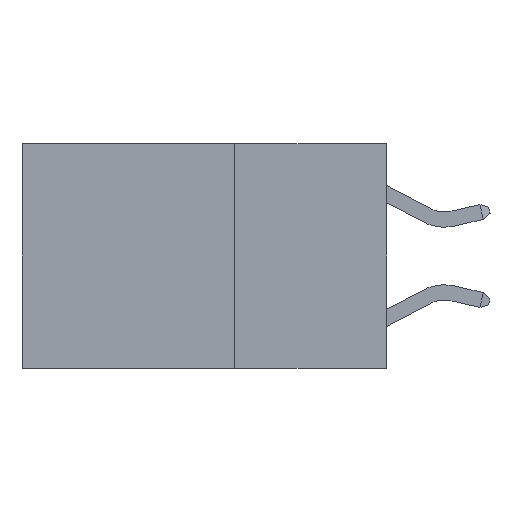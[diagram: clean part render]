
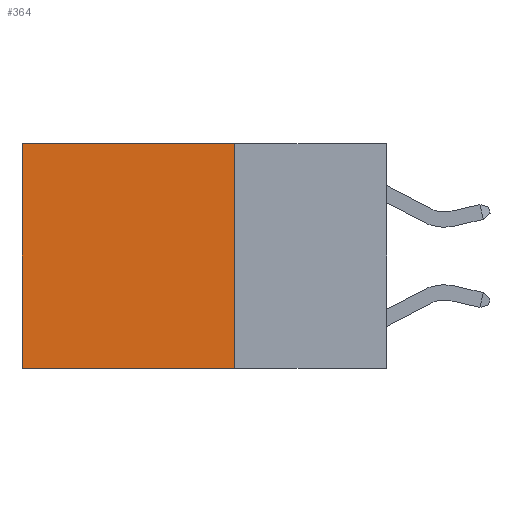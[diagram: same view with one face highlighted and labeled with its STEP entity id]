
A CAD part, left-side view. The second image highlights one B-rep face of the part: STEP entity #364.
In plain terms, the highlighted planar face has unit normal (-1, 0, 0).
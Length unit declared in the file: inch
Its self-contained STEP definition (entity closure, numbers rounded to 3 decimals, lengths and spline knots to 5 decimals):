
#364 = ADVANCED_FACE ( 'NONE', ( #2216 ), #21050, .F. ) ;
#636 = VERTEX_POINT ( 'NONE', #19427 ) ;
#2216 = FACE_OUTER_BOUND ( 'NONE', #27750, .T. ) ;
#2299 = ORIENTED_EDGE ( 'NONE', *, *, #26969, .F. ) ;
#2323 = VERTEX_POINT ( 'NONE', #8567 ) ;
#3293 = VECTOR ( 'NONE', #23514, 39.37008 ) ;
#3310 = ORIENTED_EDGE ( 'NONE', *, *, #23129, .T. ) ;
#3403 = VECTOR ( 'NONE', #28505, 39.37008 ) ;
#3840 = CARTESIAN_POINT ( 'NONE',  ( 0.2625, 0.25, -0.37 ) ) ;
#3877 = DIRECTION ( 'NONE',  ( 0., 0., -1. ) ) ;
#6298 = DIRECTION ( 'NONE',  ( 1., 0., 0. ) ) ;
#8567 = CARTESIAN_POINT ( 'NONE',  ( 0.2625, 0.25, -0.37 ) ) ;
#9204 = LINE ( 'NONE', #11397, #3403 ) ;
#9520 = ORIENTED_EDGE ( 'NONE', *, *, #12405, .F. ) ;
#10057 = EDGE_CURVE ( 'NONE', #22602, #20791, #11122, .T. ) ;
#10342 = VECTOR ( 'NONE', #3877, 39.37008 ) ;
#11122 = LINE ( 'NONE', #26069, #10342 ) ;
#11397 = CARTESIAN_POINT ( 'NONE',  ( 0.2625, 0.25, 0. ) ) ;
#12332 = ORIENTED_EDGE ( 'NONE', *, *, #10057, .T. ) ;
#12405 = EDGE_CURVE ( 'NONE', #2323, #20791, #30146, .T. ) ;
#13588 = CARTESIAN_POINT ( 'NONE',  ( 0.2625, 0.25, 0. ) ) ;
#14099 = CARTESIAN_POINT ( 'NONE',  ( 0.2625, 0.6, -0.37 ) ) ;
#16628 = VECTOR ( 'NONE', #19405, 39.37008 ) ;
#16909 = CARTESIAN_POINT ( 'NONE',  ( 0.2625, 0.25, 0. ) ) ;
#19405 = DIRECTION ( 'NONE',  ( 0., 1., 0. ) ) ;
#19427 = CARTESIAN_POINT ( 'NONE',  ( 0.2625, 0.25, 0. ) ) ;
#20791 = VERTEX_POINT ( 'NONE', #14099 ) ;
#21050 = PLANE ( 'NONE',  #29879 ) ;
#22602 = VERTEX_POINT ( 'NONE', #24745 ) ;
#23129 = EDGE_CURVE ( 'NONE', #636, #22602, #28820, .T. ) ;
#23485 = DIRECTION ( 'NONE',  ( 0., 0., -1. ) ) ;
#23514 = DIRECTION ( 'NONE',  ( 0., 1., 0. ) ) ;
#24745 = CARTESIAN_POINT ( 'NONE',  ( 0.2625, 0.6, 0. ) ) ;
#26069 = CARTESIAN_POINT ( 'NONE',  ( 0.2625, 0.6, 0. ) ) ;
#26969 = EDGE_CURVE ( 'NONE', #636, #2323, #9204, .T. ) ;
#27750 = EDGE_LOOP ( 'NONE', ( #12332, #9520, #2299, #3310 ) ) ;
#28505 = DIRECTION ( 'NONE',  ( 0., 0., -1. ) ) ;
#28820 = LINE ( 'NONE', #16909, #16628 ) ;
#29879 = AXIS2_PLACEMENT_3D ( 'NONE', #13588, #6298, #23485 ) ;
#30146 = LINE ( 'NONE', #3840, #3293 ) ;
